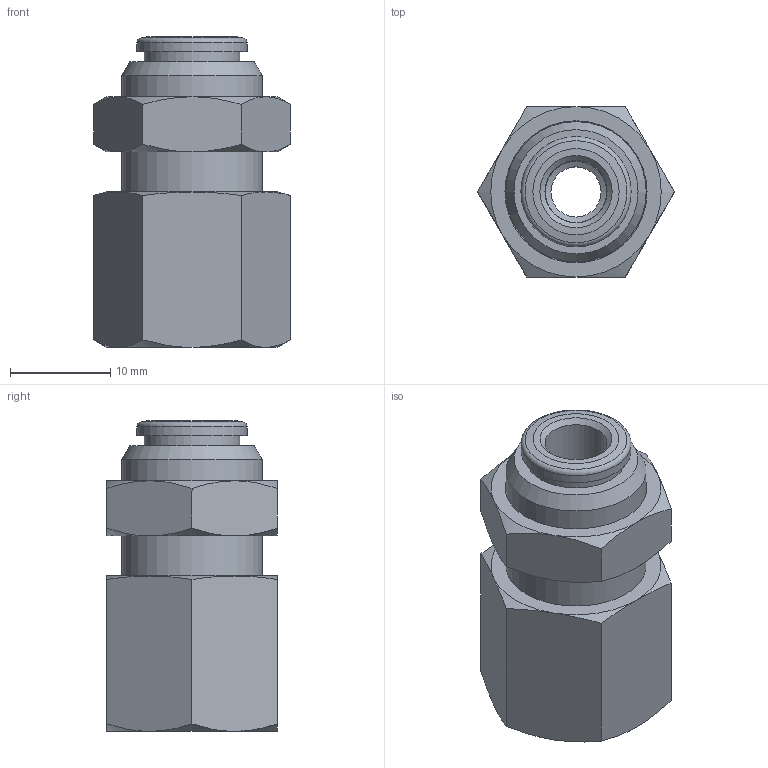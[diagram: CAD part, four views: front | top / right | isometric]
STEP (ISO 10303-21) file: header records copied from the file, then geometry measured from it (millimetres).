
FILE_DESCRIPTION(( 'RG.25.06.14.STP' ), '1');
FILE_NAME( 'RG.25.06.14.STP', '2018-10-12T11:08:29',( 'Sopra'),('sopra-pneumatic.com'), 'SwSTEP 2.0','SolidWorks 2009','' );
FILE_SCHEMA (('AUTOMOTIVE_DESIGN { 1 0 10303 214 1 1 1 1 }'));
Length unit declared in the file: millimetre
Products named in the file (4): Root; DR6_NEU; 32601M; R202505-i1
Assembly tree (3 placements, depth 2):
  Root
    DR6_NEU
    32601M
    R202505-i1
Bounding box: 19.63 x 17 x 31 mm (x, y, z)
Volume: 4562.2 mm3; surface area: 4001.2 mm2
Topology: 3 solids, 3 shells, 73 faces, 151 edges, 89 vertices
Faces by surface type: cone 37, plane 23, cylinder 12, torus 1
Full cylindrical faces by diameter (mm): 5 x1, 6.1 x1, 6.2 x1, 8.3 x1, 9 x1, 9.5 x1, 9.6 x1, 11 x1, 11.445 x1, 12.773 x1, 14 x1, 15 x1
Entity records: 3052 total; most frequent: DIRECTION 384, CARTESIAN_POINT 281, PRESENTATION_STYLE_ASSIGNMENT 241, COLOUR_RGB 239, DRAUGHTING_PRE_DEFINED_CURVE_FONT 238, CURVE_STYLE 238, OVER_RIDING_STYLED_ITEM 238, ORIENTED_EDGE 238
